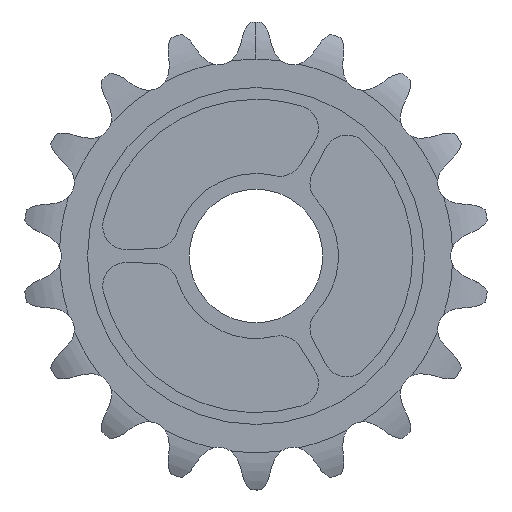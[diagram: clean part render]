
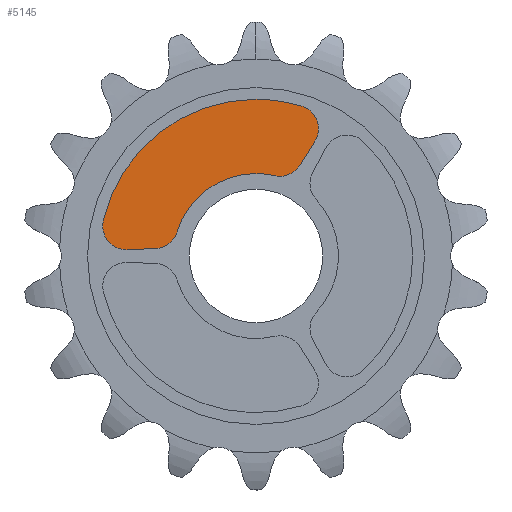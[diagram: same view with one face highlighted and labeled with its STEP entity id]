
A CAD part, left-side view. The second image highlights one B-rep face of the part: STEP entity #5145.
In plain terms, the highlighted planar face has unit normal (-1, 0, 0).
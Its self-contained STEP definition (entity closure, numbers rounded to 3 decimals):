
#6 = DIRECTION ( 'NONE',  ( 0., 0., 1. ) ) ;
#93 = ORIENTED_EDGE ( 'NONE', *, *, #4896, .F. ) ;
#233 = ORIENTED_EDGE ( 'NONE', *, *, #5842, .T. ) ;
#291 = CARTESIAN_POINT ( 'NONE',  ( 6., 0., 0. ) ) ;
#498 = CIRCLE ( 'NONE', #1582, 3. ) ;
#547 = ORIENTED_EDGE ( 'NONE', *, *, #2261, .T. ) ;
#559 = CARTESIAN_POINT ( 'NONE',  ( 6., 12.832, 0.948 ) ) ;
#626 = VERTEX_POINT ( 'NONE', #5296 ) ;
#631 = VERTEX_POINT ( 'NONE', #1433 ) ;
#732 = VECTOR ( 'NONE', #3643, 1000. ) ;
#747 = ORIENTED_EDGE ( 'NONE', *, *, #5423, .T. ) ;
#968 = DIRECTION ( 'NONE',  ( 0., -0.999, 0.035 ) ) ;
#981 = VERTEX_POINT ( 'NONE', #1545 ) ;
#1253 = CARTESIAN_POINT ( 'NONE',  ( 6., -4.975, 16.256 ) ) ;
#1318 = CIRCLE ( 'NONE', #4165, 20. ) ;
#1433 = CARTESIAN_POINT ( 'NONE',  ( 6., 10.067, 3.071 ) ) ;
#1545 = CARTESIAN_POINT ( 'NONE',  ( 6., 0., 20. ) ) ;
#1555 = LINE ( 'NONE', #7453, #6057 ) ;
#1568 = CIRCLE ( 'NONE', #5098, 20. ) ;
#1582 = AXIS2_PLACEMENT_3D ( 'NONE', #1253, #7029, #6430 ) ;
#1711 = LINE ( 'NONE', #5570, #732 ) ;
#1785 = DIRECTION ( 'NONE',  ( -1., 0., 0. ) ) ;
#1819 = FACE_OUTER_BOUND ( 'NONE', #6546, .T. ) ;
#1820 = CIRCLE ( 'NONE', #4938, 3. ) ;
#1904 = ORIENTED_EDGE ( 'NONE', *, *, #6052, .F. ) ;
#1921 = CARTESIAN_POINT ( 'NONE',  ( 6., 0., 0. ) ) ;
#2002 = CARTESIAN_POINT ( 'NONE',  ( 6., 19.489, 4.493 ) ) ;
#2107 = AXIS2_PLACEMENT_3D ( 'NONE', #3094, #1785, #5693 ) ;
#2115 = AXIS2_PLACEMENT_3D ( 'NONE', #1921, #5187, #6586 ) ;
#2261 = EDGE_CURVE ( 'NONE', #7600, #2301, #1820, .T. ) ;
#2301 = VERTEX_POINT ( 'NONE', #2561 ) ;
#2383 = CIRCLE ( 'NONE', #7533, 3. ) ;
#2533 = ORIENTED_EDGE ( 'NONE', *, *, #6766, .T. ) ;
#2550 = EDGE_CURVE ( 'NONE', #626, #7427, #1711, .T. ) ;
#2561 = CARTESIAN_POINT ( 'NONE',  ( 6., 16.461, 0.821 ) ) ;
#2647 = AXIS2_PLACEMENT_3D ( 'NONE', #4871, #6100, #4776 ) ;
#2678 = ORIENTED_EDGE ( 'NONE', *, *, #6603, .T. ) ;
#2904 = DIRECTION ( 'NONE',  ( 0., 0., 1. ) ) ;
#2946 = CARTESIAN_POINT ( 'NONE',  ( 6., -5.853, 19.124 ) ) ;
#3094 = CARTESIAN_POINT ( 'NONE',  ( 6., 0., 0. ) ) ;
#3310 = VERTEX_POINT ( 'NONE', #8208 ) ;
#3643 = DIRECTION ( 'NONE',  ( 0., 0.53, -0.848 ) ) ;
#3735 = DIRECTION ( 'NONE',  ( -1., 0., 0. ) ) ;
#3753 = VERTEX_POINT ( 'NONE', #559 ) ;
#3852 = EDGE_CURVE ( 'NONE', #3753, #631, #2383, .T. ) ;
#4105 = DIRECTION ( 'NONE',  ( 0., 0., 1. ) ) ;
#4154 = DIRECTION ( 'NONE',  ( -1., 0., 0. ) ) ;
#4165 = AXIS2_PLACEMENT_3D ( 'NONE', #291, #4154, #4105 ) ;
#4283 = CIRCLE ( 'NONE', #2115, 10.525 ) ;
#4362 = DIRECTION ( 'NONE',  ( -1., 0., 0. ) ) ;
#4460 = CARTESIAN_POINT ( 'NONE',  ( 6., -5.595, 11.587 ) ) ;
#4674 = CIRCLE ( 'NONE', #2107, 10.525 ) ;
#4776 = DIRECTION ( 'NONE',  ( 0., 0., 1. ) ) ;
#4816 = DIRECTION ( 'NONE',  ( 0., 0., 1. ) ) ;
#4862 = CARTESIAN_POINT ( 'NONE',  ( 6., 0., 0. ) ) ;
#4866 = CARTESIAN_POINT ( 'NONE',  ( 6., 16.565, 3.819 ) ) ;
#4871 = CARTESIAN_POINT ( 'NONE',  ( 6., -3.051, 13.176 ) ) ;
#4896 = EDGE_CURVE ( 'NONE', #6805, #3310, #4674, .T. ) ;
#4938 = AXIS2_PLACEMENT_3D ( 'NONE', #4866, #3735, #2904 ) ;
#4953 = AXIS2_PLACEMENT_3D ( 'NONE', #6994, #4362, #7626 ) ;
#5040 = PLANE ( 'NONE',  #4953 ) ;
#5098 = AXIS2_PLACEMENT_3D ( 'NONE', #4862, #5542, #4816 ) ;
#5104 = CARTESIAN_POINT ( 'NONE',  ( 6., 12.937, 3.946 ) ) ;
#5145 = ADVANCED_FACE ( 'NONE', ( #1819 ), #5040, .T. ) ;
#5187 = DIRECTION ( 'NONE',  ( -1., 0., 0. ) ) ;
#5229 = ORIENTED_EDGE ( 'NONE', *, *, #7720, .T. ) ;
#5296 = CARTESIAN_POINT ( 'NONE',  ( 6., -7.519, 14.666 ) ) ;
#5423 = EDGE_CURVE ( 'NONE', #6805, #7427, #6444, .T. ) ;
#5542 = DIRECTION ( 'NONE',  ( -1., 0., 0. ) ) ;
#5570 = CARTESIAN_POINT ( 'NONE',  ( 6., 1.183, 0.739 ) ) ;
#5693 = DIRECTION ( 'NONE',  ( 0., 0., 1. ) ) ;
#5828 = DIRECTION ( 'NONE',  ( -1., 0., 0. ) ) ;
#5838 = VERTEX_POINT ( 'NONE', #2946 ) ;
#5842 = EDGE_CURVE ( 'NONE', #5838, #981, #1568, .T. ) ;
#6052 = EDGE_CURVE ( 'NONE', #3310, #631, #4283, .T. ) ;
#6057 = VECTOR ( 'NONE', #968, 1000. ) ;
#6100 = DIRECTION ( 'NONE',  ( -1., 0., 0. ) ) ;
#6430 = DIRECTION ( 'NONE',  ( 0., 0., 1. ) ) ;
#6444 = CIRCLE ( 'NONE', #2647, 3. ) ;
#6526 = ORIENTED_EDGE ( 'NONE', *, *, #2550, .F. ) ;
#6546 = EDGE_LOOP ( 'NONE', ( #6526, #2533, #233, #5229, #547, #2678, #7051, #1904, #93, #747 ) ) ;
#6586 = DIRECTION ( 'NONE',  ( 0., 0., 1. ) ) ;
#6603 = EDGE_CURVE ( 'NONE', #2301, #3753, #1555, .T. ) ;
#6766 = EDGE_CURVE ( 'NONE', #626, #5838, #498, .T. ) ;
#6805 = VERTEX_POINT ( 'NONE', #7576 ) ;
#6994 = CARTESIAN_POINT ( 'NONE',  ( 6., 0., 0. ) ) ;
#7029 = DIRECTION ( 'NONE',  ( -1., 0., 0. ) ) ;
#7051 = ORIENTED_EDGE ( 'NONE', *, *, #3852, .T. ) ;
#7427 = VERTEX_POINT ( 'NONE', #4460 ) ;
#7453 = CARTESIAN_POINT ( 'NONE',  ( 6., 0.049, 1.394 ) ) ;
#7533 = AXIS2_PLACEMENT_3D ( 'NONE', #5104, #5828, #6 ) ;
#7576 = CARTESIAN_POINT ( 'NONE',  ( 6., -2.374, 10.254 ) ) ;
#7600 = VERTEX_POINT ( 'NONE', #2002 ) ;
#7626 = DIRECTION ( 'NONE',  ( 0., 0., 1. ) ) ;
#7720 = EDGE_CURVE ( 'NONE', #981, #7600, #1318, .T. ) ;
#8208 = CARTESIAN_POINT ( 'NONE',  ( 6., 0., 10.525 ) ) ;
